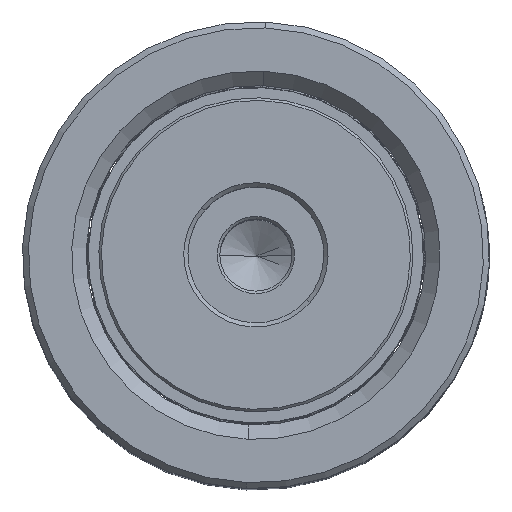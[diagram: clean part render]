
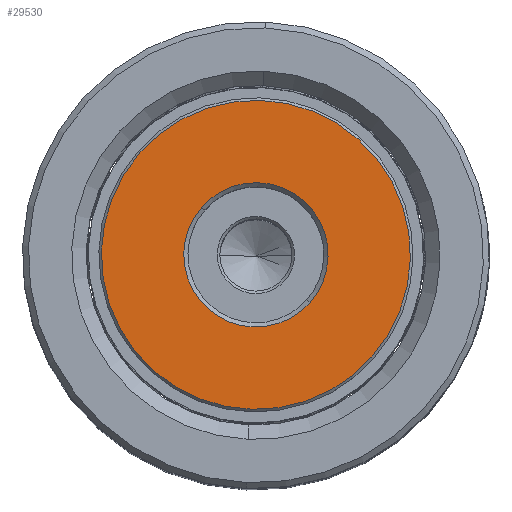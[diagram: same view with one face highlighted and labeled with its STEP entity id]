
A CAD part, top view. The second image highlights one B-rep face of the part: STEP entity #29530.
In plain terms, the highlighted face is planar.
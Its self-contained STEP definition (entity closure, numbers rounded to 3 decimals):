
#1592 = AXIS2_PLACEMENT_3D ( 'NONE', #21890, #28987, #4090 ) ;
#2887 = CARTESIAN_POINT ( 'NONE',  ( 18.2, 0., 0. ) ) ;
#3066 = DIRECTION ( 'NONE',  ( 0., 0., 1. ) ) ;
#3291 = CIRCLE ( 'NONE', #1592, 8.5 ) ;
#3498 = DIRECTION ( 'NONE',  ( 1., 0., 0. ) ) ;
#4090 = DIRECTION ( 'NONE',  ( 1., 0., 0. ) ) ;
#4457 = ORIENTED_EDGE ( 'NONE', *, *, #30537, .T. ) ;
#7006 = EDGE_CURVE ( 'NONE', #42129, #40467, #35452, .T. ) ;
#7460 = EDGE_CURVE ( 'NONE', #23252, #40069, #43923, .T. ) ;
#9083 = AXIS2_PLACEMENT_3D ( 'NONE', #14250, #39495, #3498 ) ;
#9262 = CARTESIAN_POINT ( 'NONE',  ( -8.5, 0., 0. ) ) ;
#10040 = DIRECTION ( 'NONE',  ( 0., 0., -1. ) ) ;
#10196 = DIRECTION ( 'NONE',  ( 1., 0., 0. ) ) ;
#11052 = ORIENTED_EDGE ( 'NONE', *, *, #7006, .T. ) ;
#12393 = ORIENTED_EDGE ( 'NONE', *, *, #7460, .T. ) ;
#13637 = AXIS2_PLACEMENT_3D ( 'NONE', #44807, #45275, #37872 ) ;
#14250 = CARTESIAN_POINT ( 'NONE',  ( 0., 0., 0. ) ) ;
#14531 = AXIS2_PLACEMENT_3D ( 'NONE', #45856, #10040, #45701 ) ;
#16582 = CARTESIAN_POINT ( 'NONE',  ( 8.5, 0., 0. ) ) ;
#20897 = PLANE ( 'NONE',  #24554 ) ;
#21890 = CARTESIAN_POINT ( 'NONE',  ( 0., 0., 0. ) ) ;
#23252 = VERTEX_POINT ( 'NONE', #2887 ) ;
#24381 = CARTESIAN_POINT ( 'NONE',  ( 0., 0., 0. ) ) ;
#24554 = AXIS2_PLACEMENT_3D ( 'NONE', #24381, #3066, #10196 ) ;
#24870 = ORIENTED_EDGE ( 'NONE', *, *, #40493, .T. ) ;
#26317 = EDGE_LOOP ( 'NONE', ( #12393, #24870 ) ) ;
#27775 = EDGE_LOOP ( 'NONE', ( #4457, #11052 ) ) ;
#28987 = DIRECTION ( 'NONE',  ( 0., 0., 1. ) ) ;
#29530 = ADVANCED_FACE ( 'NONE', ( #40681, #38383 ), #20897, .F. ) ;
#30537 = EDGE_CURVE ( 'NONE', #40467, #42129, #3291, .T. ) ;
#34833 = CARTESIAN_POINT ( 'NONE',  ( -18.2, 0., 0. ) ) ;
#35452 = CIRCLE ( 'NONE', #9083, 8.5 ) ;
#35938 = CIRCLE ( 'NONE', #14531, 18.2 ) ;
#37872 = DIRECTION ( 'NONE',  ( 1., 0., 0. ) ) ;
#38383 = FACE_BOUND ( 'NONE', #27775, .T. ) ;
#39495 = DIRECTION ( 'NONE',  ( 0., 0., 1. ) ) ;
#40069 = VERTEX_POINT ( 'NONE', #34833 ) ;
#40467 = VERTEX_POINT ( 'NONE', #9262 ) ;
#40493 = EDGE_CURVE ( 'NONE', #40069, #23252, #35938, .T. ) ;
#40681 = FACE_OUTER_BOUND ( 'NONE', #26317, .T. ) ;
#42129 = VERTEX_POINT ( 'NONE', #16582 ) ;
#43923 = CIRCLE ( 'NONE', #13637, 18.2 ) ;
#44807 = CARTESIAN_POINT ( 'NONE',  ( 0., 0., 0. ) ) ;
#45275 = DIRECTION ( 'NONE',  ( 0., 0., -1. ) ) ;
#45701 = DIRECTION ( 'NONE',  ( 1., 0., 0. ) ) ;
#45856 = CARTESIAN_POINT ( 'NONE',  ( 0., 0., 0. ) ) ;
